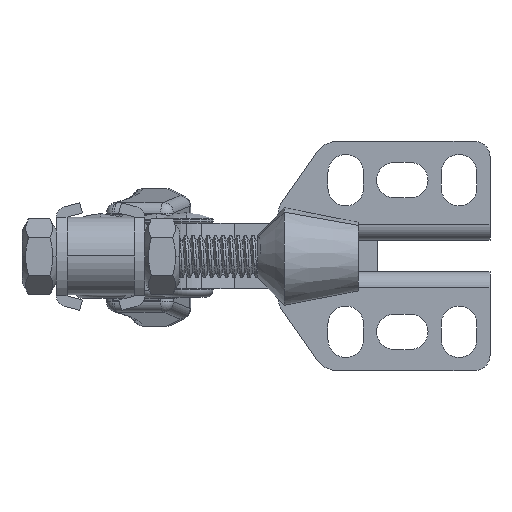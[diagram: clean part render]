
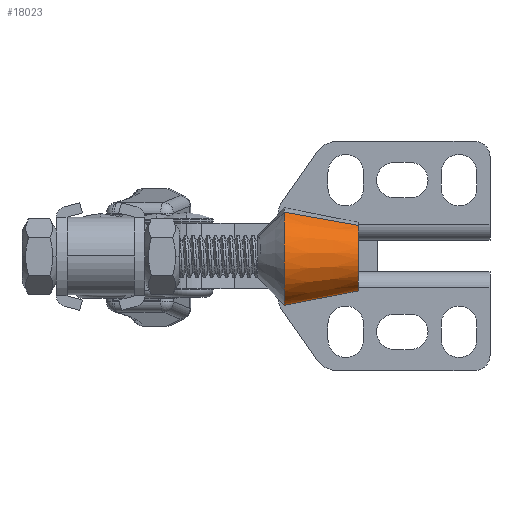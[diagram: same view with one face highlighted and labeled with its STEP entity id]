
A CAD part, left-side view. The second image highlights one B-rep face of the part: STEP entity #18023.
In plain terms, the highlighted conical face has half-angle 11.113 degrees and reference radius 9.25 mm.
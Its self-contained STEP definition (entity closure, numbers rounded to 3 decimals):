
#7015 = DIRECTION ( 'NONE',  ( 0., -0.193, 0.981 ) ) ;
#7017 = VECTOR ( 'NONE', #7015, 1000. ) ;
#10970 = VERTEX_POINT ( 'NONE', #25939 ) ;
#10972 = VERTEX_POINT ( 'NONE', #25937 ) ;
#10976 = EDGE_CURVE ( 'NONE', #10972, #10978, #25935, .T. ) ;
#10978 = VERTEX_POINT ( 'NONE', #25928 ) ;
#10984 = VERTEX_POINT ( 'NONE', #25912 ) ;
#10991 = EDGE_CURVE ( 'NONE', #10970, #10984, #25436, .T. ) ;
#11057 = ORIENTED_EDGE ( 'NONE', *, *, #10991, .T. ) ;
#11085 = ORIENTED_EDGE ( 'NONE', *, *, #11224, .T. ) ;
#11189 = ORIENTED_EDGE ( 'NONE', *, *, #18020, .F. ) ;
#11224 = EDGE_CURVE ( 'NONE', #10972, #10970, #13383, .T. ) ;
#13364 = DIRECTION ( 'NONE',  ( 0., -1., 0. ) ) ;
#13366 = DIRECTION ( 'NONE',  ( 0., 0., 1. ) ) ;
#13368 = CARTESIAN_POINT ( 'NONE',  ( 0., 0., -8.5 ) ) ;
#13369 = AXIS2_PLACEMENT_3D ( 'NONE', #13368, #13366, #13364 ) ;
#13383 = CIRCLE ( 'NONE', #13369, 6.5 ) ;
#18020 = EDGE_CURVE ( 'NONE', #10978, #10984, #47919, .T. ) ;
#18023 = ADVANCED_FACE ( 'NONE', ( #47914 ), #47913, .T. ) ;
#18027 = EDGE_LOOP ( 'NONE', ( #18029, #11085, #11057, #11189 ) ) ;
#18029 = ORIENTED_EDGE ( 'NONE', *, *, #10976, .F. ) ;
#25434 = CARTESIAN_POINT ( 'NONE',  ( 0., -9.25, 5.5 ) ) ;
#25436 = LINE ( 'NONE', #25434, #7017 ) ;
#25912 = CARTESIAN_POINT ( 'NONE',  ( 0., -9.25, 5.5 ) ) ;
#25928 = CARTESIAN_POINT ( 'NONE',  ( 0., 9.25, 5.5 ) ) ;
#25930 = DIRECTION ( 'NONE',  ( 0., 0.193, 0.981 ) ) ;
#25932 = VECTOR ( 'NONE', #25930, 1000. ) ;
#25933 = CARTESIAN_POINT ( 'NONE',  ( 0., 9.25, 5.5 ) ) ;
#25935 = LINE ( 'NONE', #25933, #25932 ) ;
#25937 = CARTESIAN_POINT ( 'NONE',  ( 0., 6.5, -8.5 ) ) ;
#25939 = CARTESIAN_POINT ( 'NONE',  ( 0., -6.5, -8.5 ) ) ;
#47907 = DIRECTION ( 'NONE',  ( 0., -1., 0. ) ) ;
#47908 = DIRECTION ( 'NONE',  ( 0., 0., 1. ) ) ;
#47909 = CARTESIAN_POINT ( 'NONE',  ( 0., 0., 5.5 ) ) ;
#47910 = AXIS2_PLACEMENT_3D ( 'NONE', #47909, #47908, #47907 ) ;
#47913 = CONICAL_SURFACE ( 'NONE', #47910, 9.25, 0.194 ) ;
#47914 = FACE_OUTER_BOUND ( 'NONE', #18027, .T. ) ;
#47915 = DIRECTION ( 'NONE',  ( 0., -1., 0. ) ) ;
#47916 = DIRECTION ( 'NONE',  ( 0., 0., 1. ) ) ;
#47917 = CARTESIAN_POINT ( 'NONE',  ( 0., 0., 5.5 ) ) ;
#47918 = AXIS2_PLACEMENT_3D ( 'NONE', #47917, #47916, #47915 ) ;
#47919 = CIRCLE ( 'NONE', #47918, 9.25 ) ;
